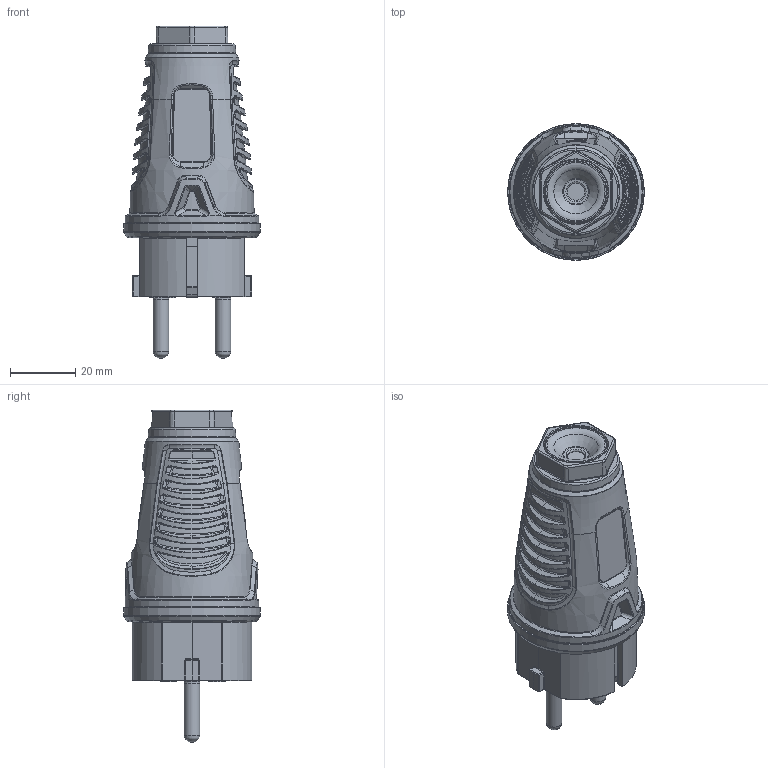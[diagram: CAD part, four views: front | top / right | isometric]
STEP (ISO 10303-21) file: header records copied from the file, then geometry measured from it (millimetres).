
FILE_DESCRIPTION (( 'STEP AP203' ), '1' );
FILE_NAME ('0511,0521.STEP', '2019-06-03T13:10:52', ( '' ), ( '' ), 'SwSTEP 2.0', 'SolidWorks 2017', '' );
FILE_SCHEMA (( 'CONFIG_CONTROL_DESIGN' ));
Length unit declared in the file: millimetre
Products named in the file (1): 0511,0521
Bounding box: 41.9 x 41.9 x 101.6 mm (x, y, z)
Volume: 74505.7 mm3; surface area: 14149.6 mm2
Topology: 1 solids, 1 shells, 1473 faces, 3494 edges, 2044 vertices
Faces by surface type: bspline 642, plane 404, cylinder 265, torus 99, cone 35, sphere 28
Full cylindrical faces by diameter (mm): 3.1 x1, 4.8 x2, 5.3 x1, 7 x1, 40.8 x1, 41.9 x1
Entity records: 60365 total; most frequent: CARTESIAN_POINT 31802, ORIENTED_EDGE 6816, DIRECTION 4530, EDGE_CURVE 3408, VERTEX_POINT 2029, AXIS2_PLACEMENT_3D 1682, EDGE_LOOP 1565, FACE_OUTER_BOUND 1503
